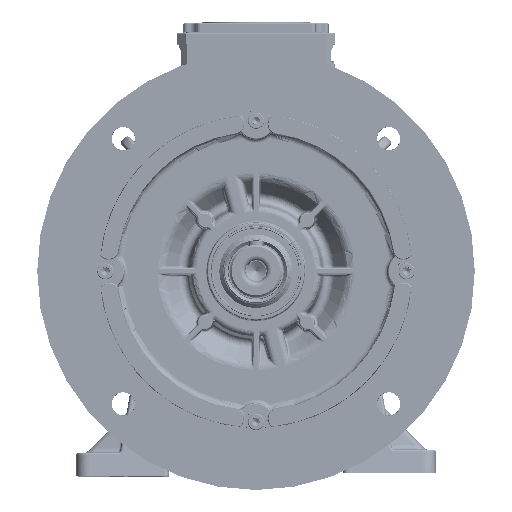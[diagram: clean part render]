
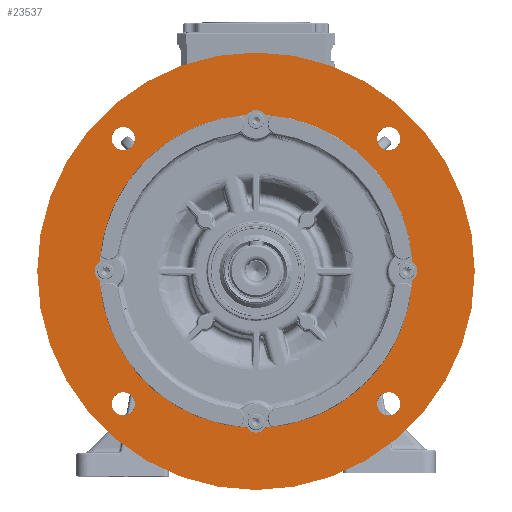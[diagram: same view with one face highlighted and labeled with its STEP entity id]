
A CAD part, top view. The second image highlights one B-rep face of the part: STEP entity #23537.
In plain terms, the highlighted planar face has unit normal (0, 0, 1).
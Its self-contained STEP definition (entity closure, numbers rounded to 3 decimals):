
#13053=FACE_BOUND('',#38692,.T.);
#13054=FACE_BOUND('',#38693,.T.);
#13055=FACE_BOUND('',#38694,.T.);
#13056=FACE_BOUND('',#38695,.T.);
#13057=FACE_BOUND('',#38696,.T.);
#13058=FACE_BOUND('',#38697,.T.);
#17282=PLANE('',#149681);
#23537=ADVANCED_FACE('',(#13053,#13054,#13055,#13056,#13057,#13058),#17282,
 .F.);
#38692=EDGE_LOOP('',(#76151));
#38693=EDGE_LOOP('',(#76152));
#38694=EDGE_LOOP('',(#76153));
#38695=EDGE_LOOP('',(#76154));
#38696=EDGE_LOOP('',(#76155));
#38697=EDGE_LOOP('',(#76156,#76157,#76158,#76159,#76160,#76161,#76162,#76163));
#44591=CIRCLE('',#148715,8.5);
#44597=CIRCLE('',#148723,8.5);
#44635=CIRCLE('',#148796,125.3);
#44636=CIRCLE('',#148798,125.3);
#44641=CIRCLE('',#148805,125.3);
#44642=CIRCLE('',#148807,125.3);
#44916=CIRCLE('',#149246,9.372);
#44918=CIRCLE('',#149250,9.372);
#45102=CIRCLE('',#149673,9.372);
#45104=CIRCLE('',#149676,9.372);
#45105=CIRCLE('',#149678,174.948);
#45106=CIRCLE('',#149679,8.5);
#45107=CIRCLE('',#149680,8.5);
#76151=ORIENTED_EDGE('',*,*,#117070,.F.);
#76152=ORIENTED_EDGE('',*,*,#116407,.T.);
#76153=ORIENTED_EDGE('',*,*,#116401,.T.);
#76154=ORIENTED_EDGE('',*,*,#117067,.T.);
#76155=ORIENTED_EDGE('',*,*,#117069,.T.);
#76156=ORIENTED_EDGE('',*,*,#117071,.F.);
#76157=ORIENTED_EDGE('',*,*,#115643,.F.);
#76158=ORIENTED_EDGE('',*,*,#115468,.F.);
#76159=ORIENTED_EDGE('',*,*,#115658,.F.);
#76160=ORIENTED_EDGE('',*,*,#115478,.F.);
#76161=ORIENTED_EDGE('',*,*,#115657,.F.);
#76162=ORIENTED_EDGE('',*,*,#117072,.F.);
#76163=ORIENTED_EDGE('',*,*,#115645,.F.);
#94234=VERTEX_POINT('',#252214);
#94235=VERTEX_POINT('',#252216);
#94244=VERTEX_POINT('',#252242);
#94245=VERTEX_POINT('',#252244);
#94395=VERTEX_POINT('',#253252);
#94396=VERTEX_POINT('',#253259);
#94397=VERTEX_POINT('',#253261);
#94406=VERTEX_POINT('',#253309);
#94957=VERTEX_POINT('',#257165);
#94963=VERTEX_POINT('',#257179);
#95275=VERTEX_POINT('',#261029);
#95277=VERTEX_POINT('',#261034);
#95278=VERTEX_POINT('',#261037);
#115468=EDGE_CURVE('',#94234,#94235,#44591,.T.);
#115478=EDGE_CURVE('',#94244,#94245,#44597,.T.);
#115643=EDGE_CURVE('',#94235,#94395,#44635,.T.);
#115645=EDGE_CURVE('',#94396,#94397,#44636,.T.);
#115657=EDGE_CURVE('',#94406,#94244,#44641,.T.);
#115658=EDGE_CURVE('',#94245,#94234,#44642,.T.);
#116401=EDGE_CURVE('',#94957,#94957,#44916,.T.);
#116407=EDGE_CURVE('',#94963,#94963,#44918,.T.);
#117067=EDGE_CURVE('',#95275,#95275,#45102,.T.);
#117069=EDGE_CURVE('',#95277,#95277,#45104,.T.);
#117070=EDGE_CURVE('',#95278,#95278,#45105,.T.);
#117071=EDGE_CURVE('',#94395,#94396,#45106,.T.);
#117072=EDGE_CURVE('',#94397,#94406,#45107,.T.);
#148715=AXIS2_PLACEMENT_3D('',#252215,#179510,#179511);
#148723=AXIS2_PLACEMENT_3D('',#252243,#179528,#179529);
#148796=AXIS2_PLACEMENT_3D('',#253253,#179709,#179710);
#148798=AXIS2_PLACEMENT_3D('',#253260,#179713,#179714);
#148805=AXIS2_PLACEMENT_3D('',#253310,#179730,#179731);
#148807=AXIS2_PLACEMENT_3D('',#253312,#179734,#179735);
#149246=AXIS2_PLACEMENT_3D('',#257164,#180733,#180734);
#149250=AXIS2_PLACEMENT_3D('',#257178,#180745,#180746);
#149673=AXIS2_PLACEMENT_3D('',#261028,#181692,#181693);
#149676=AXIS2_PLACEMENT_3D('',#261033,#181698,#181699);
#149678=AXIS2_PLACEMENT_3D('',#261036,#181702,#181703);
#149679=AXIS2_PLACEMENT_3D('',#261038,#181704,#181705);
#149680=AXIS2_PLACEMENT_3D('',#261039,#181706,#181707);
#149681=AXIS2_PLACEMENT_3D('',#261040,#181708,#181709);
#179510=DIRECTION('',(0.,0.,1.));
#179511=DIRECTION('',(-1.,0.,0.));
#179528=DIRECTION('',(0.,0.,1.));
#179529=DIRECTION('',(-1.,0.,0.));
#179709=DIRECTION('',(0.,0.,1.));
#179710=DIRECTION('',(-1.,0.,0.));
#179713=DIRECTION('',(0.,0.,1.));
#179714=DIRECTION('',(-1.,0.,0.));
#179730=DIRECTION('',(0.,0.,1.));
#179731=DIRECTION('',(-1.,0.,0.));
#179734=DIRECTION('',(0.,0.,1.));
#179735=DIRECTION('',(-1.,0.,0.));
#180733=DIRECTION('',(0.,0.,-1.));
#180734=DIRECTION('',(-1.,0.,0.));
#180745=DIRECTION('',(0.,0.,-1.));
#180746=DIRECTION('',(-1.,0.,0.));
#181692=DIRECTION('',(0.,0.,-1.));
#181693=DIRECTION('',(-1.,0.,0.));
#181698=DIRECTION('',(0.,0.,-1.));
#181699=DIRECTION('',(-1.,0.,0.));
#181702=DIRECTION('',(0.,0.,-1.));
#181703=DIRECTION('',(-1.,0.,0.));
#181704=DIRECTION('',(0.,0.,1.));
#181705=DIRECTION('',(-1.,0.,0.));
#181706=DIRECTION('',(0.,0.,1.));
#181707=DIRECTION('',(-1.,0.,0.));
#181708=DIRECTION('',(0.,0.,-1.));
#181709=DIRECTION('',(-1.,0.,0.));
#252214=CARTESIAN_POINT('',(7.15,125.096,49.5));
#252215=CARTESIAN_POINT('',(0.,120.5,49.5));
#252216=CARTESIAN_POINT('',(-7.15,125.096,49.5));
#252242=CARTESIAN_POINT('',(125.096,-7.15,49.5));
#252243=CARTESIAN_POINT('',(120.5,0.,49.5));
#252244=CARTESIAN_POINT('',(125.096,7.15,49.5));
#253252=CARTESIAN_POINT('',(-125.096,7.15,49.5));
#253253=CARTESIAN_POINT('',(0.,0.,49.5));
#253259=CARTESIAN_POINT('',(-125.096,-7.15,49.5));
#253260=CARTESIAN_POINT('',(0.,0.,49.5));
#253261=CARTESIAN_POINT('',(-7.15,-125.096,49.5));
#253309=CARTESIAN_POINT('',(7.15,-125.096,49.5));
#253310=CARTESIAN_POINT('',(0.,0.,49.5));
#253312=CARTESIAN_POINT('',(0.,0.,49.5));
#257164=CARTESIAN_POINT('',(106.066,106.066,49.5));
#257165=CARTESIAN_POINT('',(96.694,106.066,49.5));
#257178=CARTESIAN_POINT('',(106.066,-106.066,49.5));
#257179=CARTESIAN_POINT('',(96.694,-106.066,49.5));
#261028=CARTESIAN_POINT('',(-106.066,106.066,49.5));
#261029=CARTESIAN_POINT('',(-115.438,106.066,49.5));
#261033=CARTESIAN_POINT('',(-106.066,-106.066,49.5));
#261034=CARTESIAN_POINT('',(-115.438,-106.066,49.5));
#261036=CARTESIAN_POINT('',(0.,0.,49.5));
#261037=CARTESIAN_POINT('',(-174.948,0.,49.5));
#261038=CARTESIAN_POINT('',(-120.5,0.,49.5));
#261039=CARTESIAN_POINT('',(0.,-120.5,49.5));
#261040=CARTESIAN_POINT('',(0.,-125.3,49.5));
